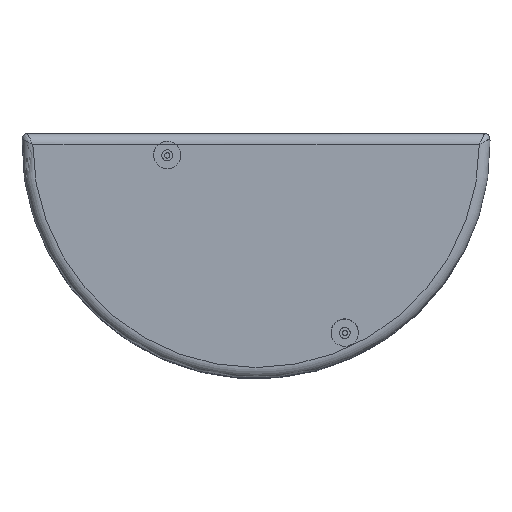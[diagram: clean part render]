
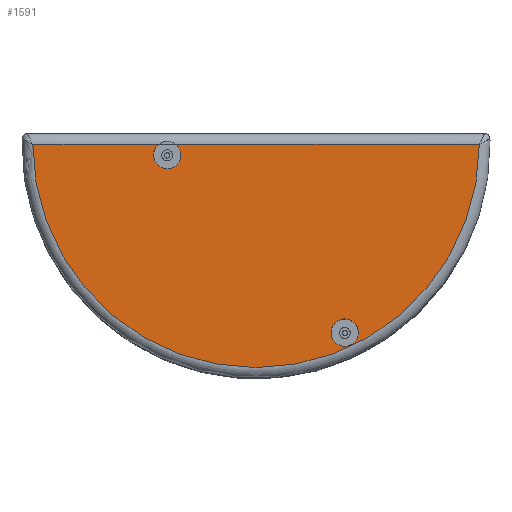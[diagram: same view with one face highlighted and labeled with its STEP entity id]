
A CAD part, top view. The second image highlights one B-rep face of the part: STEP entity #1591.
In plain terms, the highlighted planar face has unit normal (0, 0, 1).
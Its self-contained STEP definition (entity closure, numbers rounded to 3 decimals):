
#69=FACE_BOUND('',#360,.T.);
#124=CIRCLE('',#1761,2.55);
#125=CIRCLE('',#1762,2.55);
#126=CIRCLE('',#1763,41.5);
#127=CIRCLE('',#1764,2.55);
#250=FACE_OUTER_BOUND('',#359,.T.);
#359=EDGE_LOOP('',(#1209,#1210,#1211,#1212,#1213));
#360=EDGE_LOOP('',(#1214));
#498=LINE('',#2561,#612);
#499=LINE('',#2564,#613);
#612=VECTOR('',#2075,10.);
#613=VECTOR('',#2078,10.);
#737=VERTEX_POINT('',#2555);
#738=VERTEX_POINT('',#2556);
#739=VERTEX_POINT('',#2558);
#740=VERTEX_POINT('',#2560);
#741=VERTEX_POINT('',#2562);
#742=VERTEX_POINT('',#2565);
#908=EDGE_CURVE('',#737,#738,#124,.T.);
#909=EDGE_CURVE('',#738,#739,#125,.T.);
#910=EDGE_CURVE('',#740,#739,#498,.T.);
#911=EDGE_CURVE('',#741,#740,#126,.T.);
#912=EDGE_CURVE('',#737,#741,#499,.T.);
#913=EDGE_CURVE('',#742,#742,#127,.T.);
#1209=ORIENTED_EDGE('',*,*,#908,.T.);
#1210=ORIENTED_EDGE('',*,*,#909,.T.);
#1211=ORIENTED_EDGE('',*,*,#910,.F.);
#1212=ORIENTED_EDGE('',*,*,#911,.F.);
#1213=ORIENTED_EDGE('',*,*,#912,.F.);
#1214=ORIENTED_EDGE('',*,*,#913,.T.);
#1529=PLANE('',#1760);
#1591=ADVANCED_FACE('',(#250,#69),#1529,.T.);
#1760=AXIS2_PLACEMENT_3D('',#2554,#2069,#2070);
#1761=AXIS2_PLACEMENT_3D('',#2557,#2071,#2072);
#1762=AXIS2_PLACEMENT_3D('',#2559,#2073,#2074);
#1763=AXIS2_PLACEMENT_3D('',#2563,#2076,#2077);
#1764=AXIS2_PLACEMENT_3D('',#2566,#2079,#2080);
#2069=DIRECTION('center_axis',(0.,0.,1.));
#2070=DIRECTION('ref_axis',(1.,0.,0.));
#2071=DIRECTION('center_axis',(0.,0.,-1.));
#2072=DIRECTION('ref_axis',(-1.,0.,0.));
#2073=DIRECTION('center_axis',(0.,0.,-1.));
#2074=DIRECTION('ref_axis',(-1.,0.,0.));
#2075=DIRECTION('',(1.,0.,0.));
#2076=DIRECTION('center_axis',(0.,0.,-1.));
#2077=DIRECTION('ref_axis',(0.,-1.,0.));
#2078=DIRECTION('',(1.,0.,0.));
#2079=DIRECTION('center_axis',(0.,0.,-1.));
#2080=DIRECTION('ref_axis',(-1.,0.,0.));
#2554=CARTESIAN_POINT('Origin',(15.,12.75,55.));
#2555=CARTESIAN_POINT('',(0.082,33.5,55.));
#2556=CARTESIAN_POINT('',(1.05,31.5,55.));
#2557=CARTESIAN_POINT('Origin',(-1.5,31.5,55.));
#2558=CARTESIAN_POINT('',(-3.082,33.5,55.));
#2559=CARTESIAN_POINT('Origin',(-1.5,31.5,55.));
#2560=CARTESIAN_POINT('',(-26.5,33.5,55.));
#2561=CARTESIAN_POINT('',(36.727,33.5,55.));
#2562=CARTESIAN_POINT('',(56.5,33.5,55.));
#2563=CARTESIAN_POINT('Origin',(15.,33.5,55.));
#2564=CARTESIAN_POINT('',(36.727,33.5,55.));
#2565=CARTESIAN_POINT('',(34.05,-1.5,55.));
#2566=CARTESIAN_POINT('Origin',(31.5,-1.5,55.));
